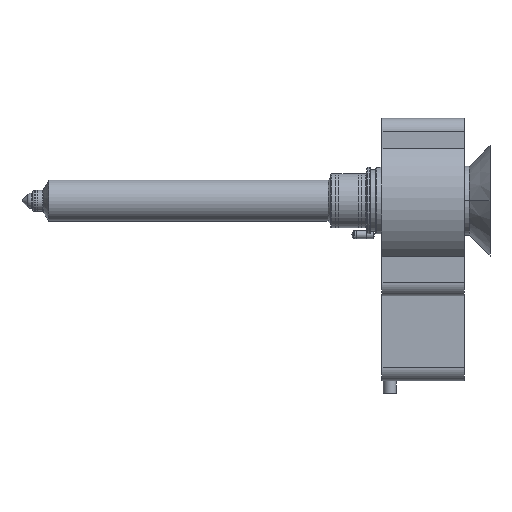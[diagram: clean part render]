
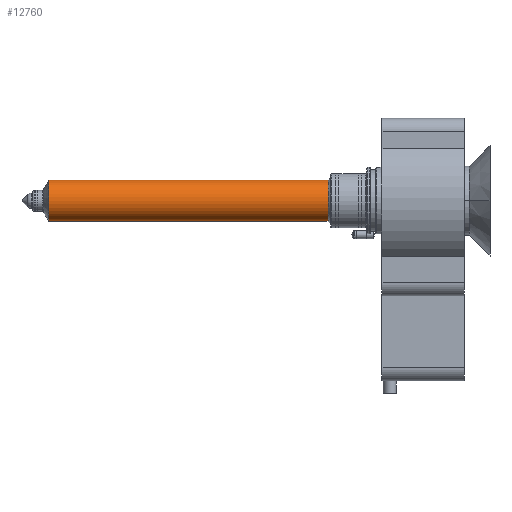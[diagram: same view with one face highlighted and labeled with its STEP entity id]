
A CAD part, top view. The second image highlights one B-rep face of the part: STEP entity #12760.
In plain terms, the highlighted cylindrical face has radius 8 mm (diameter 16 mm), a partial arc.
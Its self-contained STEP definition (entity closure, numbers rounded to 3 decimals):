
#205 = ORIENTED_EDGE ( 'NONE', *, *, #10986, .T. ) ;
#526 = EDGE_LOOP ( 'NONE', ( #13084, #9036, #205, #12077 ) ) ;
#749 = CARTESIAN_POINT ( 'NONE',  ( 0., 0., -10.436 ) ) ;
#2126 = CARTESIAN_POINT ( 'NONE',  ( -8., 0., 0. ) ) ;
#2311 = CIRCLE ( 'NONE', #16788, 8. ) ;
#3020 = VECTOR ( 'NONE', #5103, 1000. ) ;
#3817 = VERTEX_POINT ( 'NONE', #4814 ) ;
#4619 = FACE_OUTER_BOUND ( 'NONE', #526, .T. ) ;
#4814 = CARTESIAN_POINT ( 'NONE',  ( -8., 0., -10.436 ) ) ;
#5103 = DIRECTION ( 'NONE',  ( 0., 0., -1. ) ) ;
#5218 = DIRECTION ( 'NONE',  ( -1., 0., 0. ) ) ;
#5441 = VERTEX_POINT ( 'NONE', #18228 ) ;
#6492 = EDGE_CURVE ( 'NONE', #5441, #14625, #16044, .T. ) ;
#6593 = CARTESIAN_POINT ( 'NONE',  ( 0., 0., 0. ) ) ;
#6772 = CARTESIAN_POINT ( 'NONE',  ( -8., 0., -119. ) ) ;
#6904 = EDGE_CURVE ( 'NONE', #3817, #19366, #7504, .T. ) ;
#7332 = CYLINDRICAL_SURFACE ( 'NONE', #15332, 8. ) ;
#7504 = LINE ( 'NONE', #2126, #3020 ) ;
#8266 = DIRECTION ( 'NONE',  ( 0., 0., -1. ) ) ;
#9036 = ORIENTED_EDGE ( 'NONE', *, *, #6492, .T. ) ;
#10148 = DIRECTION ( 'NONE',  ( 0., 0., -1. ) ) ;
#10946 = CARTESIAN_POINT ( 'NONE',  ( 8., 0., -119. ) ) ;
#10986 = EDGE_CURVE ( 'NONE', #14625, #19366, #16162, .T. ) ;
#12077 = ORIENTED_EDGE ( 'NONE', *, *, #6904, .F. ) ;
#12760 = ADVANCED_FACE ( 'NONE', ( #4619 ), #7332, .T. ) ;
#12795 = DIRECTION ( 'NONE',  ( -1., 0., 0. ) ) ;
#12870 = VECTOR ( 'NONE', #17511, 1000. ) ;
#13084 = ORIENTED_EDGE ( 'NONE', *, *, #14871, .T. ) ;
#14364 = CARTESIAN_POINT ( 'NONE',  ( 8., 0., 0. ) ) ;
#14625 = VERTEX_POINT ( 'NONE', #10946 ) ;
#14871 = EDGE_CURVE ( 'NONE', #3817, #5441, #2311, .T. ) ;
#15332 = AXIS2_PLACEMENT_3D ( 'NONE', #6593, #8266, #12795 ) ;
#15931 = CARTESIAN_POINT ( 'NONE',  ( 0., 0., -119. ) ) ;
#16044 = LINE ( 'NONE', #14364, #12870 ) ;
#16135 = DIRECTION ( 'NONE',  ( -1., 0., 0. ) ) ;
#16162 = CIRCLE ( 'NONE', #20116, 8. ) ;
#16788 = AXIS2_PLACEMENT_3D ( 'NONE', #749, #10148, #5218 ) ;
#17511 = DIRECTION ( 'NONE',  ( 0., 0., -1. ) ) ;
#18228 = CARTESIAN_POINT ( 'NONE',  ( 8., 0., -10.436 ) ) ;
#19114 = DIRECTION ( 'NONE',  ( 0., 0., 1. ) ) ;
#19366 = VERTEX_POINT ( 'NONE', #6772 ) ;
#20116 = AXIS2_PLACEMENT_3D ( 'NONE', #15931, #19114, #16135 ) ;
